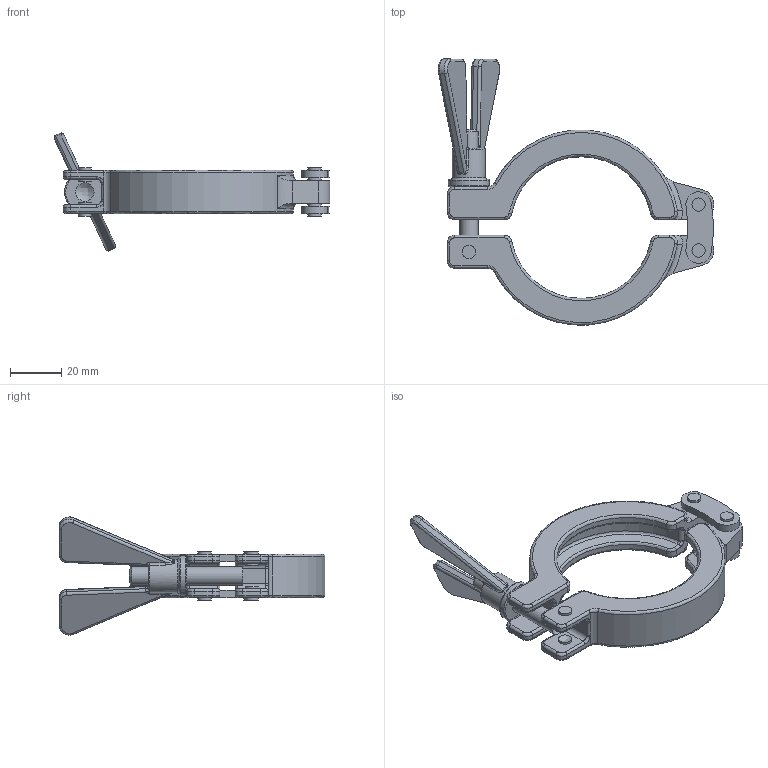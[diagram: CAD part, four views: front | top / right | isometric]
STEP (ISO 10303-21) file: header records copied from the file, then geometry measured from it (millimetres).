
FILE_DESCRIPTION (( 'STEP AP214' ), '1' );
FILE_NAME ('101.064.0SH.STEP', '2017-10-09T09:49:23', ( '' ), ( '' ), 'SwSTEP 2.0', 'SolidWorks 2016', '' );
FILE_SCHEMA (( 'AUTOMOTIVE_DESIGN' ));
Length unit declared in the file: millimetre
Products named in the file (1): 101.064.0SH
Bounding box: 108.04 x 104.17 x 46.34 mm (x, y, z)
Volume: 41861 mm3; surface area: 21062.2 mm2
Topology: 2 solids, 2 shells, 311 faces, 716 edges, 418 vertices
Faces by surface type: bspline 134, cylinder 120, plane 52, cone 5
Full cylindrical faces by diameter (mm): 5.2 x12, 7.2 x2, 13 x1, 16 x1
Entity records: 12877 total; most frequent: CARTESIAN_POINT 6704, ORIENTED_EDGE 1374, DIRECTION 1154, EDGE_CURVE 687, AXIS2_PLACEMENT_3D 476, VERTEX_POINT 417, EDGE_LOOP 350, FACE_OUTER_BOUND 327
